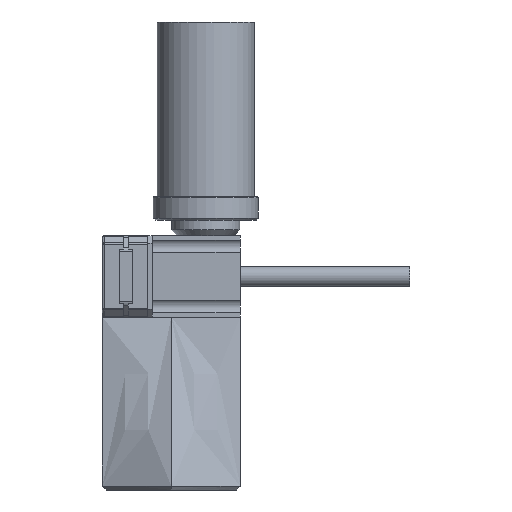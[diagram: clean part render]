
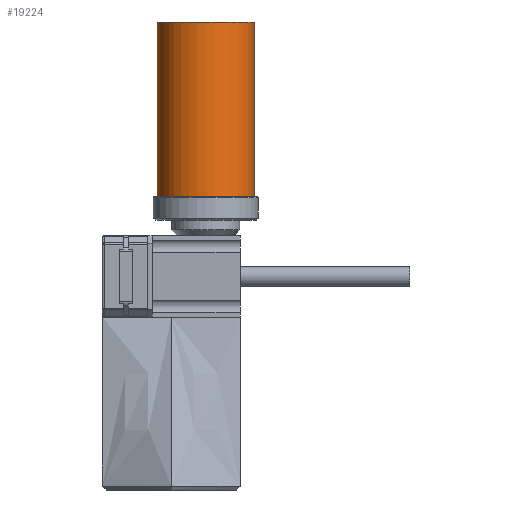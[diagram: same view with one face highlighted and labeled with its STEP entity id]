
A CAD part, front view. The second image highlights one B-rep face of the part: STEP entity #19224.
In plain terms, the highlighted cylindrical face has radius 25 mm (diameter 50 mm), a full revolution.
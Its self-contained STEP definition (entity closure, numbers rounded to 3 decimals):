
#1599=CYLINDRICAL_SURFACE('',#20960,25.);
#2290=FACE_OUTER_BOUND('',#3492,.T.);
#3492=EDGE_LOOP('',(#14523,#14524,#14525,#14526));
#4656=CIRCLE('',#20961,25.);
#4657=CIRCLE('',#20962,25.);
#5296=LINE('',#29983,#6768);
#6768=VECTOR('',#23638,25.);
#8383=VERTEX_POINT('',#29980);
#8384=VERTEX_POINT('',#29982);
#10630=EDGE_CURVE('',#8383,#8383,#4656,.T.);
#10631=EDGE_CURVE('',#8383,#8384,#5296,.T.);
#10632=EDGE_CURVE('',#8384,#8384,#4657,.T.);
#14523=ORIENTED_EDGE('',*,*,#10630,.F.);
#14524=ORIENTED_EDGE('',*,*,#10631,.T.);
#14525=ORIENTED_EDGE('',*,*,#10632,.T.);
#14526=ORIENTED_EDGE('',*,*,#10631,.F.);
#19224=ADVANCED_FACE('',(#2290),#1599,.T.);
#20960=AXIS2_PLACEMENT_3D('',#29979,#23634,#23635);
#20961=AXIS2_PLACEMENT_3D('',#29981,#23636,#23637);
#20962=AXIS2_PLACEMENT_3D('',#29984,#23639,#23640);
#23634=DIRECTION('center_axis',(0.,0.,1.));
#23635=DIRECTION('ref_axis',(1.,0.,0.));
#23636=DIRECTION('center_axis',(0.,0.,1.));
#23637=DIRECTION('ref_axis',(1.,0.,0.));
#23638=DIRECTION('',(0.,0.,-1.));
#23639=DIRECTION('center_axis',(0.,0.,1.));
#23640=DIRECTION('ref_axis',(1.,0.,0.));
#29979=CARTESIAN_POINT('Origin',(25.,0.,31.));
#29980=CARTESIAN_POINT('',(0.,0.,131.));
#29981=CARTESIAN_POINT('Origin',(25.,0.,131.));
#29982=CARTESIAN_POINT('',(0.,0.,31.));
#29983=CARTESIAN_POINT('',(0.,0.,31.));
#29984=CARTESIAN_POINT('Origin',(25.,0.,31.));
